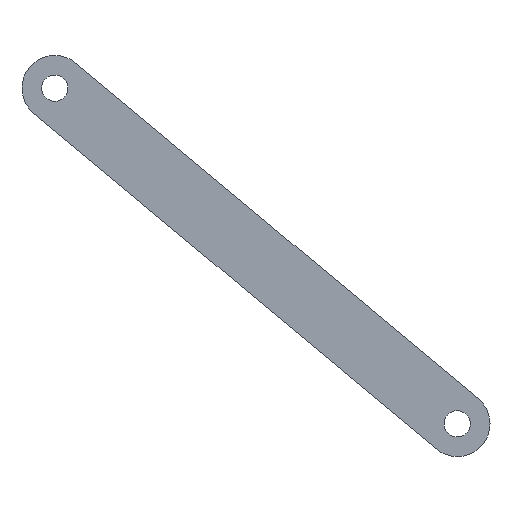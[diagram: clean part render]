
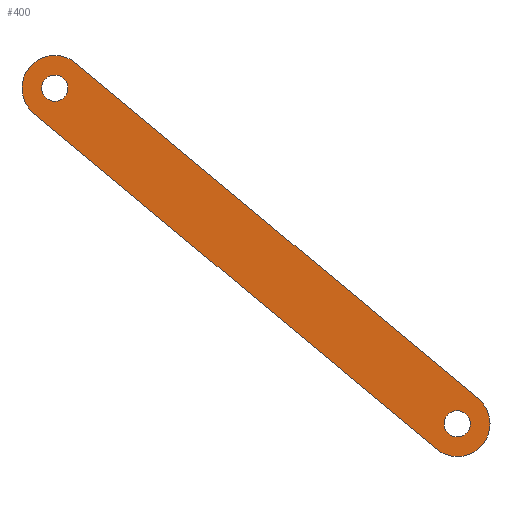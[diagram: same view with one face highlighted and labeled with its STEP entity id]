
A CAD part, left-side view. The second image highlights one B-rep face of the part: STEP entity #400.
In plain terms, the highlighted planar face has unit normal (-1, 0, 0).
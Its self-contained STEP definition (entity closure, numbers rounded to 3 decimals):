
#7 = CARTESIAN_POINT ( 'NONE',  ( 0., 19.984, 1.192 ) ) ;
#8 = AXIS2_PLACEMENT_3D ( 'NONE', #111, #83, #171 ) ;
#12 = CARTESIAN_POINT ( 'NONE',  ( 0., 19.984, 4.192 ) ) ;
#18 = FACE_BOUND ( 'NONE', #149, .T. ) ;
#27 = AXIS2_PLACEMENT_3D ( 'NONE', #388, #359, #356 ) ;
#33 = CARTESIAN_POINT ( 'NONE',  ( 0., -41.455, -54.045 ) ) ;
#45 = FACE_OUTER_BOUND ( 'NONE', #348, .T. ) ;
#51 = FACE_BOUND ( 'NONE', #214, .T. ) ;
#53 = DIRECTION ( 'NONE',  ( 1., 0., 0. ) ) ;
#57 = VERTEX_POINT ( 'NONE', #33 ) ;
#75 = EDGE_CURVE ( 'NONE', #57, #396, #342, .T. ) ;
#79 = DIRECTION ( 'NONE',  ( 0., 0., -1. ) ) ;
#80 = LINE ( 'NONE', #407, #300 ) ;
#83 = DIRECTION ( 'NONE',  ( 1., 0., 0. ) ) ;
#106 = VERTEX_POINT ( 'NONE', #249 ) ;
#111 = CARTESIAN_POINT ( 'NONE',  ( 0., 19.984, -0.808 ) ) ;
#113 = CARTESIAN_POINT ( 'NONE',  ( 0., -41.455, -50.045 ) ) ;
#117 = DIRECTION ( 'NONE',  ( 0., 0., -1. ) ) ;
#120 = CIRCLE ( 'NONE', #27, 5. ) ;
#121 = LINE ( 'NONE', #193, #401 ) ;
#138 = CARTESIAN_POINT ( 'NONE',  ( 0., -44.657, -48.205 ) ) ;
#139 = AXIS2_PLACEMENT_3D ( 'NONE', #147, #378, #274 ) ;
#143 = ORIENTED_EDGE ( 'NONE', *, *, #413, .T. ) ;
#144 = CARTESIAN_POINT ( 'NONE',  ( 0., 19.984, -0.808 ) ) ;
#147 = CARTESIAN_POINT ( 'NONE',  ( 0., -41.455, -52.045 ) ) ;
#149 = EDGE_LOOP ( 'NONE', ( #143, #389 ) ) ;
#153 = AXIS2_PLACEMENT_3D ( 'NONE', #404, #365, #79 ) ;
#171 = DIRECTION ( 'NONE',  ( 0., 0., -1. ) ) ;
#184 = EDGE_CURVE ( 'NONE', #106, #332, #120, .T. ) ;
#188 = AXIS2_PLACEMENT_3D ( 'NONE', #310, #369, #117 ) ;
#193 = CARTESIAN_POINT ( 'NONE',  ( 0., 23.186, -4.648 ) ) ;
#196 = ORIENTED_EDGE ( 'NONE', *, *, #184, .F. ) ;
#197 = CIRCLE ( 'NONE', #188, 5. ) ;
#203 = VERTEX_POINT ( 'NONE', #352 ) ;
#205 = CARTESIAN_POINT ( 'NONE',  ( 0., -41.455, -52.045 ) ) ;
#210 = DIRECTION ( 'NONE',  ( 1., 0., 0. ) ) ;
#214 = EDGE_LOOP ( 'NONE', ( #380, #370 ) ) ;
#218 = AXIS2_PLACEMENT_3D ( 'NONE', #144, #210, #343 ) ;
#223 = AXIS2_PLACEMENT_3D ( 'NONE', #205, #236, #410 ) ;
#231 = CIRCLE ( 'NONE', #382, 2. ) ;
#236 = DIRECTION ( 'NONE',  ( 1., 0., 0. ) ) ;
#242 = ORIENTED_EDGE ( 'NONE', *, *, #286, .F. ) ;
#244 = ORIENTED_EDGE ( 'NONE', *, *, #253, .F. ) ;
#249 = CARTESIAN_POINT ( 'NONE',  ( 0., 23.186, -4.648 ) ) ;
#253 = EDGE_CURVE ( 'NONE', #357, #106, #121, .T. ) ;
#274 = DIRECTION ( 'NONE',  ( 0., 0., -1. ) ) ;
#276 = CARTESIAN_POINT ( 'NONE',  ( 0., -38.253, -55.885 ) ) ;
#278 = VERTEX_POINT ( 'NONE', #346 ) ;
#286 = EDGE_CURVE ( 'NONE', #294, #357, #330, .T. ) ;
#292 = DIRECTION ( 'NONE',  ( 0., 0.768, 0.64 ) ) ;
#294 = VERTEX_POINT ( 'NONE', #138 ) ;
#300 = VECTOR ( 'NONE', #405, 1000. ) ;
#303 = EDGE_CURVE ( 'NONE', #345, #203, #231, .T. ) ;
#306 = DIRECTION ( 'NONE',  ( 0., 0., -1. ) ) ;
#310 = CARTESIAN_POINT ( 'NONE',  ( 0., 19.984, -0.808 ) ) ;
#311 = ORIENTED_EDGE ( 'NONE', *, *, #376, .F. ) ;
#330 = CIRCLE ( 'NONE', #139, 5. ) ;
#332 = VERTEX_POINT ( 'NONE', #12 ) ;
#339 = CARTESIAN_POINT ( 'NONE',  ( 0., 19.984, -0.808 ) ) ;
#341 = CIRCLE ( 'NONE', #218, 2. ) ;
#342 = CIRCLE ( 'NONE', #153, 2. ) ;
#343 = DIRECTION ( 'NONE',  ( 0., 0., -1. ) ) ;
#345 = VERTEX_POINT ( 'NONE', #7 ) ;
#346 = CARTESIAN_POINT ( 'NONE',  ( 0., 16.781, 3.032 ) ) ;
#348 = EDGE_LOOP ( 'NONE', ( #196, #244, #242, #311, #424 ) ) ;
#352 = CARTESIAN_POINT ( 'NONE',  ( 0., 19.984, -2.808 ) ) ;
#356 = DIRECTION ( 'NONE',  ( 0., 0., -1. ) ) ;
#357 = VERTEX_POINT ( 'NONE', #276 ) ;
#359 = DIRECTION ( 'NONE',  ( 1., 0., 0. ) ) ;
#364 = EDGE_CURVE ( 'NONE', #203, #345, #341, .T. ) ;
#365 = DIRECTION ( 'NONE',  ( 1., 0., 0. ) ) ;
#369 = DIRECTION ( 'NONE',  ( 1., 0., 0. ) ) ;
#370 = ORIENTED_EDGE ( 'NONE', *, *, #364, .T. ) ;
#374 = PLANE ( 'NONE',  #8 ) ;
#376 = EDGE_CURVE ( 'NONE', #278, #294, #80, .T. ) ;
#378 = DIRECTION ( 'NONE',  ( 1., 0., 0. ) ) ;
#380 = ORIENTED_EDGE ( 'NONE', *, *, #303, .T. ) ;
#382 = AXIS2_PLACEMENT_3D ( 'NONE', #339, #53, #306 ) ;
#388 = CARTESIAN_POINT ( 'NONE',  ( 0., 19.984, -0.808 ) ) ;
#389 = ORIENTED_EDGE ( 'NONE', *, *, #75, .T. ) ;
#395 = EDGE_CURVE ( 'NONE', #332, #278, #197, .T. ) ;
#396 = VERTEX_POINT ( 'NONE', #113 ) ;
#400 = ADVANCED_FACE ( 'NONE', ( #45, #51, #18 ), #374, .F. ) ;
#401 = VECTOR ( 'NONE', #292, 1000. ) ;
#404 = CARTESIAN_POINT ( 'NONE',  ( 0., -41.455, -52.045 ) ) ;
#405 = DIRECTION ( 'NONE',  ( 0., -0.768, -0.64 ) ) ;
#407 = CARTESIAN_POINT ( 'NONE',  ( 0., 16.781, 3.032 ) ) ;
#409 = CIRCLE ( 'NONE', #223, 2. ) ;
#410 = DIRECTION ( 'NONE',  ( 0., 0., -1. ) ) ;
#413 = EDGE_CURVE ( 'NONE', #396, #57, #409, .T. ) ;
#424 = ORIENTED_EDGE ( 'NONE', *, *, #395, .F. ) ;
